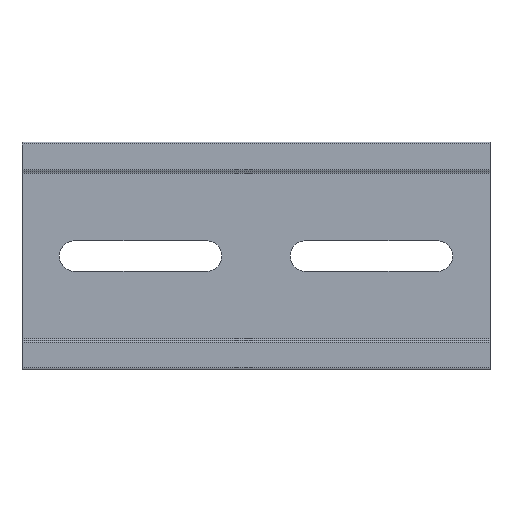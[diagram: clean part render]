
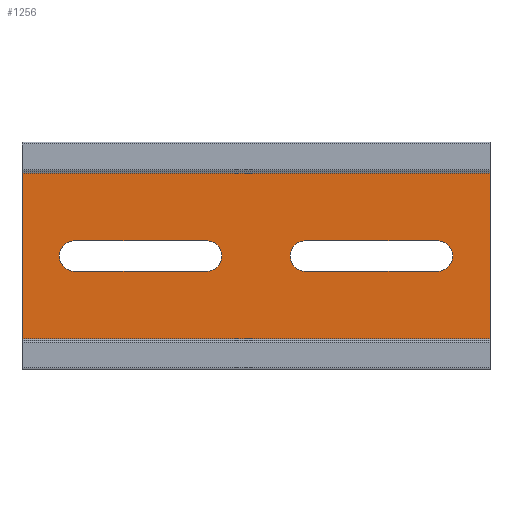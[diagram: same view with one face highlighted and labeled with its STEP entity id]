
A CAD part, top view. The second image highlights one B-rep face of the part: STEP entity #1256.
In plain terms, the highlighted planar face has unit normal (0, 0, 1).
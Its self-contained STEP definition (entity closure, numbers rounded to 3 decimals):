
#3 = VERTEX_POINT ( 'NONE', #517 ) ;
#52 = EDGE_CURVE ( 'NONE', #1416, #3, #1468, .T. ) ;
#70 = DIRECTION ( 'NONE',  ( 0., 1., 0. ) ) ;
#76 = CARTESIAN_POINT ( 'NONE',  ( -27.9, 2.35, -3.5 ) ) ;
#83 = VERTEX_POINT ( 'NONE', #113 ) ;
#113 = CARTESIAN_POINT ( 'NONE',  ( -27.9, -2.35, -3.5 ) ) ;
#143 = CARTESIAN_POINT ( 'NONE',  ( -36., -12.732, -3.5 ) ) ;
#165 = DIRECTION ( 'NONE',  ( 0., 0., -1. ) ) ;
#185 = LINE ( 'NONE', #1094, #915 ) ;
#189 = EDGE_CURVE ( 'NONE', #3, #536, #240, .T. ) ;
#205 = CARTESIAN_POINT ( 'NONE',  ( 7.6, -2.35, -3.5 ) ) ;
#207 = EDGE_CURVE ( 'NONE', #1191, #736, #1271, .T. ) ;
#226 = VECTOR ( 'NONE', #622, 1000. ) ;
#237 = DIRECTION ( 'NONE',  ( 0., 0., -1. ) ) ;
#240 = CIRCLE ( 'NONE', #576, 2.35 ) ;
#246 = CIRCLE ( 'NONE', #1079, 2.35 ) ;
#253 = VECTOR ( 'NONE', #1188, 1000. ) ;
#263 = CARTESIAN_POINT ( 'NONE',  ( 36., 12.732, -3.5 ) ) ;
#270 = VECTOR ( 'NONE', #1244, 1000. ) ;
#274 = DIRECTION ( 'NONE',  ( 0., 1., 0. ) ) ;
#286 = LINE ( 'NONE', #871, #253 ) ;
#304 = ORIENTED_EDGE ( 'NONE', *, *, #929, .T. ) ;
#328 = EDGE_LOOP ( 'NONE', ( #791, #621, #1058, #1072 ) ) ;
#338 = DIRECTION ( 'NONE',  ( -1., 0., 0. ) ) ;
#347 = LINE ( 'NONE', #670, #844 ) ;
#358 = CARTESIAN_POINT ( 'NONE',  ( 7.6, 0., -3.5 ) ) ;
#365 = PLANE ( 'NONE',  #1253 ) ;
#381 = FACE_OUTER_BOUND ( 'NONE', #1304, .T. ) ;
#384 = AXIS2_PLACEMENT_3D ( 'NONE', #1442, #1098, #70 ) ;
#402 = DIRECTION ( 'NONE',  ( -1., 0., 0. ) ) ;
#406 = CARTESIAN_POINT ( 'NONE',  ( 27.9, 0., -3.5 ) ) ;
#421 = LINE ( 'NONE', #1075, #226 ) ;
#435 = CIRCLE ( 'NONE', #1461, 2.35 ) ;
#459 = VECTOR ( 'NONE', #897, 1000. ) ;
#517 = CARTESIAN_POINT ( 'NONE',  ( -7.6, 2.35, -3.5 ) ) ;
#530 = VERTEX_POINT ( 'NONE', #205 ) ;
#536 = VERTEX_POINT ( 'NONE', #1001 ) ;
#545 = EDGE_CURVE ( 'NONE', #1186, #530, #185, .T. ) ;
#570 = CARTESIAN_POINT ( 'NONE',  ( 36., -12.732, -3.5 ) ) ;
#576 = AXIS2_PLACEMENT_3D ( 'NONE', #950, #237, #715 ) ;
#584 = DIRECTION ( 'NONE',  ( 0., -1., 0. ) ) ;
#613 = VERTEX_POINT ( 'NONE', #570 ) ;
#621 = ORIENTED_EDGE ( 'NONE', *, *, #801, .T. ) ;
#622 = DIRECTION ( 'NONE',  ( 1., 0., 0. ) ) ;
#633 = CARTESIAN_POINT ( 'NONE',  ( 36., 12.732, -3.5 ) ) ;
#640 = DIRECTION ( 'NONE',  ( 0., 1., 0. ) ) ;
#648 = EDGE_CURVE ( 'NONE', #613, #736, #347, .T. ) ;
#658 = EDGE_CURVE ( 'NONE', #874, #613, #687, .T. ) ;
#670 = CARTESIAN_POINT ( 'NONE',  ( 36., -12.732, -3.5 ) ) ;
#682 = VERTEX_POINT ( 'NONE', #1145 ) ;
#684 = CARTESIAN_POINT ( 'NONE',  ( 36., 12.732, -3.5 ) ) ;
#687 = LINE ( 'NONE', #788, #270 ) ;
#715 = DIRECTION ( 'NONE',  ( 0., 1., 0. ) ) ;
#729 = DIRECTION ( 'NONE',  ( 0., 0., -1. ) ) ;
#736 = VERTEX_POINT ( 'NONE', #143 ) ;
#788 = CARTESIAN_POINT ( 'NONE',  ( 36., 12.732, -3.5 ) ) ;
#791 = ORIENTED_EDGE ( 'NONE', *, *, #545, .T. ) ;
#801 = EDGE_CURVE ( 'NONE', #530, #1171, #246, .T. ) ;
#806 = FACE_BOUND ( 'NONE', #328, .T. ) ;
#809 = CARTESIAN_POINT ( 'NONE',  ( -36., 12.732, -3.5 ) ) ;
#814 = VECTOR ( 'NONE', #584, 1000. ) ;
#844 = VECTOR ( 'NONE', #338, 1000. ) ;
#871 = CARTESIAN_POINT ( 'NONE',  ( 36., -2.35, -3.5 ) ) ;
#874 = VERTEX_POINT ( 'NONE', #633 ) ;
#877 = ORIENTED_EDGE ( 'NONE', *, *, #1382, .T. ) ;
#888 = CARTESIAN_POINT ( 'NONE',  ( 36., 2.35, -3.5 ) ) ;
#897 = DIRECTION ( 'NONE',  ( 1., 0., 0. ) ) ;
#903 = EDGE_CURVE ( 'NONE', #682, #1186, #435, .T. ) ;
#911 = EDGE_LOOP ( 'NONE', ( #877, #304, #1290, #1455 ) ) ;
#915 = VECTOR ( 'NONE', #402, 1000. ) ;
#929 = EDGE_CURVE ( 'NONE', #83, #1416, #1358, .T. ) ;
#950 = CARTESIAN_POINT ( 'NONE',  ( -7.6, 0., -3.5 ) ) ;
#956 = DIRECTION ( 'NONE',  ( 0., 0., -1. ) ) ;
#1001 = CARTESIAN_POINT ( 'NONE',  ( -7.6, -2.35, -3.5 ) ) ;
#1004 = LINE ( 'NONE', #684, #1443 ) ;
#1014 = CARTESIAN_POINT ( 'NONE',  ( 7.6, 2.35, -3.5 ) ) ;
#1020 = CARTESIAN_POINT ( 'NONE',  ( 27.9, -2.35, -3.5 ) ) ;
#1024 = ORIENTED_EDGE ( 'NONE', *, *, #658, .F. ) ;
#1058 = ORIENTED_EDGE ( 'NONE', *, *, #1345, .T. ) ;
#1072 = ORIENTED_EDGE ( 'NONE', *, *, #903, .T. ) ;
#1075 = CARTESIAN_POINT ( 'NONE',  ( 36., 2.35, -3.5 ) ) ;
#1079 = AXIS2_PLACEMENT_3D ( 'NONE', #358, #956, #274 ) ;
#1094 = CARTESIAN_POINT ( 'NONE',  ( 36., -2.35, -3.5 ) ) ;
#1098 = DIRECTION ( 'NONE',  ( 0., 0., -1. ) ) ;
#1144 = DIRECTION ( 'NONE',  ( -1., 0., 0. ) ) ;
#1145 = CARTESIAN_POINT ( 'NONE',  ( 27.9, 2.35, -3.5 ) ) ;
#1166 = EDGE_CURVE ( 'NONE', #874, #1191, #1004, .T. ) ;
#1171 = VERTEX_POINT ( 'NONE', #1014 ) ;
#1174 = DIRECTION ( 'NONE',  ( 0., 1., 0. ) ) ;
#1186 = VERTEX_POINT ( 'NONE', #1020 ) ;
#1188 = DIRECTION ( 'NONE',  ( -1., 0., 0. ) ) ;
#1191 = VERTEX_POINT ( 'NONE', #1357 ) ;
#1244 = DIRECTION ( 'NONE',  ( 0., -1., 0. ) ) ;
#1253 = AXIS2_PLACEMENT_3D ( 'NONE', #263, #729, #1174 ) ;
#1256 = ADVANCED_FACE ( 'NONE', ( #806, #1260, #381 ), #365, .F. ) ;
#1260 = FACE_BOUND ( 'NONE', #911, .T. ) ;
#1271 = LINE ( 'NONE', #809, #814 ) ;
#1290 = ORIENTED_EDGE ( 'NONE', *, *, #52, .T. ) ;
#1304 = EDGE_LOOP ( 'NONE', ( #1401, #1386, #1024, #1376 ) ) ;
#1345 = EDGE_CURVE ( 'NONE', #1171, #682, #421, .T. ) ;
#1357 = CARTESIAN_POINT ( 'NONE',  ( -36., 12.732, -3.5 ) ) ;
#1358 = CIRCLE ( 'NONE', #384, 2.35 ) ;
#1376 = ORIENTED_EDGE ( 'NONE', *, *, #1166, .T. ) ;
#1382 = EDGE_CURVE ( 'NONE', #536, #83, #286, .T. ) ;
#1386 = ORIENTED_EDGE ( 'NONE', *, *, #648, .F. ) ;
#1401 = ORIENTED_EDGE ( 'NONE', *, *, #207, .T. ) ;
#1416 = VERTEX_POINT ( 'NONE', #76 ) ;
#1442 = CARTESIAN_POINT ( 'NONE',  ( -27.9, 0., -3.5 ) ) ;
#1443 = VECTOR ( 'NONE', #1144, 1000. ) ;
#1455 = ORIENTED_EDGE ( 'NONE', *, *, #189, .T. ) ;
#1461 = AXIS2_PLACEMENT_3D ( 'NONE', #406, #165, #640 ) ;
#1468 = LINE ( 'NONE', #888, #459 ) ;
